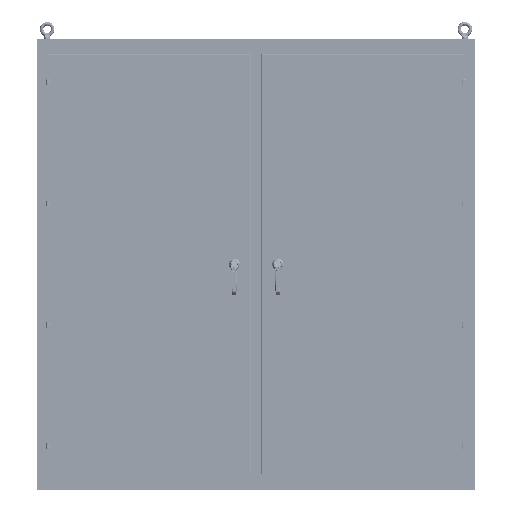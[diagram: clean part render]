
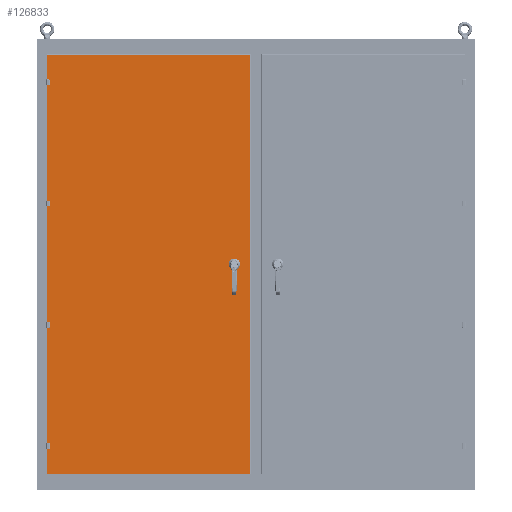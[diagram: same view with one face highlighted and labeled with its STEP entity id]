
A CAD part, top view. The second image highlights one B-rep face of the part: STEP entity #126833.
In plain terms, the highlighted planar face has unit normal (0, 0, 1).
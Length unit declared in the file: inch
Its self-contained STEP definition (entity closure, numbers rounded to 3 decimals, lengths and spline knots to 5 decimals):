
#8086 = EDGE_CURVE ( 'NONE', #342054, #309473, #51880, .T. ) ;
#22219 = PLANE ( 'NONE',  #330607 ) ;
#42703 = ORIENTED_EDGE ( 'NONE', *, *, #168995, .F. ) ;
#50722 = CARTESIAN_POINT ( 'NONE',  ( -3.84616, 0., 10.058 ) ) ;
#51880 = LINE ( 'NONE', #144342, #310688 ) ;
#53051 = CARTESIAN_POINT ( 'NONE',  ( -3.41309, 0., 10.058 ) ) ;
#58304 = DIRECTION ( 'NONE',  ( -1., 0., 0. ) ) ;
#62322 = ORIENTED_EDGE ( 'NONE', *, *, #123550, .F. ) ;
#64690 = VERTEX_POINT ( 'NONE', #257433 ) ;
#67327 = LINE ( 'NONE', #367032, #321508 ) ;
#69444 = EDGE_LOOP ( 'NONE', ( #175183, #106547, #390296, #62322 ) ) ;
#79009 = VECTOR ( 'NONE', #375304, 39.37008 ) ;
#87947 = DIRECTION ( 'NONE',  ( -1., 0., 0. ) ) ;
#106547 = ORIENTED_EDGE ( 'NONE', *, *, #342788, .F. ) ;
#109058 = DIRECTION ( 'NONE',  ( 1., 0., 0. ) ) ;
#123550 = EDGE_CURVE ( 'NONE', #309473, #148023, #215089, .T. ) ;
#126833 = ADVANCED_FACE ( 'NONE', ( #211084, #327756 ), #22219, .F. ) ;
#144342 = CARTESIAN_POINT ( 'NONE',  ( -19.0312, -37.15, 10.058 ) ) ;
#148023 = VERTEX_POINT ( 'NONE', #374805 ) ;
#154856 = CARTESIAN_POINT ( 'NONE',  ( -19.0312, 37.15, 10.058 ) ) ;
#168995 = EDGE_CURVE ( 'NONE', #330416, #330416, #393280, .T. ) ;
#173364 = DIRECTION ( 'NONE',  ( 0., 0., 1. ) ) ;
#175183 = ORIENTED_EDGE ( 'NONE', *, *, #8086, .F. ) ;
#188939 = DIRECTION ( 'NONE',  ( 1., 0., 0. ) ) ;
#207126 = DIRECTION ( 'NONE',  ( 0., 0., -1. ) ) ;
#209735 = EDGE_LOOP ( 'NONE', ( #42703 ) ) ;
#211084 = FACE_OUTER_BOUND ( 'NONE', #69444, .T. ) ;
#212160 = CARTESIAN_POINT ( 'NONE',  ( -1.0375, -37.15, 10.058 ) ) ;
#212223 = DIRECTION ( 'NONE',  ( 0., -1., 0. ) ) ;
#215089 = LINE ( 'NONE', #226429, #79009 ) ;
#226429 = CARTESIAN_POINT ( 'NONE',  ( -37.0249, 0., 10.058 ) ) ;
#245708 = CARTESIAN_POINT ( 'NONE',  ( -37.0249, -37.15, 10.058 ) ) ;
#254236 = EDGE_CURVE ( 'NONE', #148023, #64690, #277460, .T. ) ;
#257433 = CARTESIAN_POINT ( 'NONE',  ( -1.0375, 37.15, 10.058 ) ) ;
#277460 = LINE ( 'NONE', #154856, #294321 ) ;
#294321 = VECTOR ( 'NONE', #188939, 39.37008 ) ;
#309473 = VERTEX_POINT ( 'NONE', #245708 ) ;
#310688 = VECTOR ( 'NONE', #87947, 39.37008 ) ;
#321508 = VECTOR ( 'NONE', #212223, 39.37008 ) ;
#327756 = FACE_BOUND ( 'NONE', #209735, .T. ) ;
#330416 = VERTEX_POINT ( 'NONE', #53051 ) ;
#330607 = AXIS2_PLACEMENT_3D ( 'NONE', #333685, #207126, #58304 ) ;
#333685 = CARTESIAN_POINT ( 'NONE',  ( -19.0312, 0., 10.058 ) ) ;
#335292 = AXIS2_PLACEMENT_3D ( 'NONE', #50722, #173364, #109058 ) ;
#342054 = VERTEX_POINT ( 'NONE', #212160 ) ;
#342788 = EDGE_CURVE ( 'NONE', #64690, #342054, #67327, .T. ) ;
#367032 = CARTESIAN_POINT ( 'NONE',  ( -1.0375, 0., 10.058 ) ) ;
#374805 = CARTESIAN_POINT ( 'NONE',  ( -37.0249, 37.15, 10.058 ) ) ;
#375304 = DIRECTION ( 'NONE',  ( 0., 1., 0. ) ) ;
#390296 = ORIENTED_EDGE ( 'NONE', *, *, #254236, .F. ) ;
#393280 = CIRCLE ( 'NONE', #335292, 0.43307 ) ;
